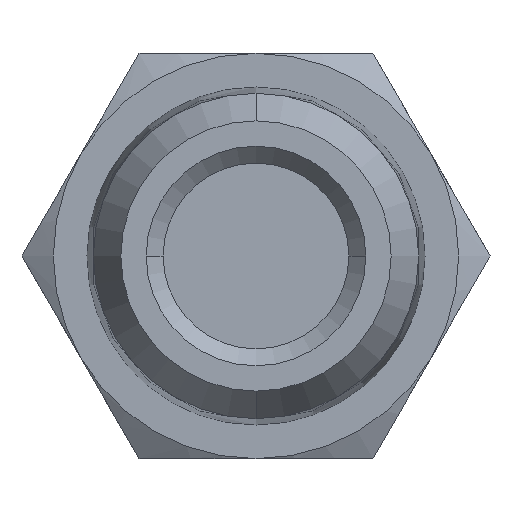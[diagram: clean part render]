
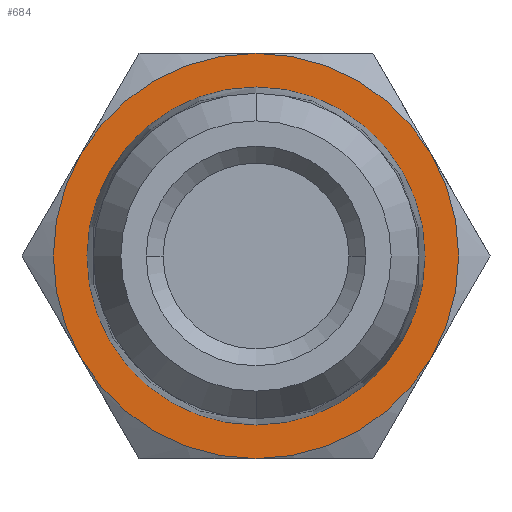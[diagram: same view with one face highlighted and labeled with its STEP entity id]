
A CAD part, front view. The second image highlights one B-rep face of the part: STEP entity #684.
In plain terms, the highlighted planar face has unit normal (0, -1, 0).
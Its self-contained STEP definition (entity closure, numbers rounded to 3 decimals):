
#223 = CARTESIAN_POINT ( 'NONE',  ( 0., 7.5, 0. ) ) ;
#224 = DIRECTION ( 'NONE',  ( 0., -1., 0. ) ) ;
#225 = DIRECTION ( 'NONE',  ( 0., 0., -1. ) ) ;
#226 = CARTESIAN_POINT ( 'NONE',  ( 0., 7.5, 0. ) ) ;
#227 = DIRECTION ( 'NONE',  ( 0., -1., 0. ) ) ;
#228 = DIRECTION ( 'NONE',  ( 0., 0., -1. ) ) ;
#229 = CARTESIAN_POINT ( 'NONE',  ( 0., 7.5, 0. ) ) ;
#230 = DIRECTION ( 'NONE',  ( 0., -1., 0. ) ) ;
#231 = DIRECTION ( 'NONE',  ( 0., 0., -1. ) ) ;
#232 = CARTESIAN_POINT ( 'NONE',  ( 0., 7.5, 0. ) ) ;
#233 = DIRECTION ( 'NONE',  ( 0., -1., 0. ) ) ;
#234 = DIRECTION ( 'NONE',  ( 0., 0., -1. ) ) ;
#235 = CARTESIAN_POINT ( 'NONE',  ( 0., 7.5, 0. ) ) ;
#236 = DIRECTION ( 'NONE',  ( 0., -1., 0. ) ) ;
#237 = DIRECTION ( 'NONE',  ( 0., 0., -1. ) ) ;
#238 = CARTESIAN_POINT ( 'NONE',  ( 0., 7.5, 0. ) ) ;
#239 = DIRECTION ( 'NONE',  ( 0., -1., 0. ) ) ;
#240 = DIRECTION ( 'NONE',  ( 0., 0., -1. ) ) ;
#241 = CARTESIAN_POINT ( 'NONE',  ( 0., 7.5, 0. ) ) ;
#242 = DIRECTION ( 'NONE',  ( 0., -1., 0. ) ) ;
#243 = DIRECTION ( 'NONE',  ( 0., 0., -1. ) ) ;
#291 = CARTESIAN_POINT ( 'NONE',  ( 0., 7.5, 0. ) ) ;
#292 = DIRECTION ( 'NONE',  ( 0., -1., 0. ) ) ;
#293 = DIRECTION ( 'NONE',  ( 0., 0., -1. ) ) ;
#549 = EDGE_CURVE ( 'NONE', #1121, #1122, #2095, .T. ) ;
#566 = EDGE_CURVE ( 'NONE', #1122, #1121, #2117, .T. ) ;
#567 = EDGE_CURVE ( 'NONE', #1143, #1153, #2118, .T. ) ;
#568 = EDGE_CURVE ( 'NONE', #1148, #1143, #2109, .T. ) ;
#569 = EDGE_CURVE ( 'NONE', #1150, #1148, #2120, .T. ) ;
#570 = EDGE_CURVE ( 'NONE', #1152, #1150, #2121, .T. ) ;
#571 = EDGE_CURVE ( 'NONE', #1154, #1152, #2122, .T. ) ;
#572 = EDGE_CURVE ( 'NONE', #1153, #1154, #2123, .T. ) ;
#684 = ADVANCED_FACE ( 'NONE', ( #1398, #1374 ), #1325, .T. ) ;
#803 = CARTESIAN_POINT ( 'NONE',  ( 0., 7.5, -5.005 ) ) ;
#804 = CARTESIAN_POINT ( 'NONE',  ( 0., 7.5, 5.005 ) ) ;
#825 = CARTESIAN_POINT ( 'NONE',  ( -5.196, 7.5, 3. ) ) ;
#830 = CARTESIAN_POINT ( 'NONE',  ( 0., 7.5, 6. ) ) ;
#832 = CARTESIAN_POINT ( 'NONE',  ( 5.196, 7.5, 3. ) ) ;
#834 = CARTESIAN_POINT ( 'NONE',  ( 5.196, 7.5, -3. ) ) ;
#835 = CARTESIAN_POINT ( 'NONE',  ( -5.196, 7.5, -3. ) ) ;
#836 = CARTESIAN_POINT ( 'NONE',  ( 0., 7.5, -6. ) ) ;
#1017 = ORIENTED_EDGE ( 'NONE', *, *, #571, .T. ) ;
#1018 = ORIENTED_EDGE ( 'NONE', *, *, #570, .T. ) ;
#1019 = ORIENTED_EDGE ( 'NONE', *, *, #569, .T. ) ;
#1020 = ORIENTED_EDGE ( 'NONE', *, *, #568, .T. ) ;
#1021 = ORIENTED_EDGE ( 'NONE', *, *, #567, .T. ) ;
#1022 = ORIENTED_EDGE ( 'NONE', *, *, #572, .T. ) ;
#1023 = ORIENTED_EDGE ( 'NONE', *, *, #566, .F. ) ;
#1024 = ORIENTED_EDGE ( 'NONE', *, *, #549, .F. ) ;
#1105 = EDGE_LOOP ( 'NONE', ( #1017, #1018, #1019, #1020, #1021, #1022 ) ) ;
#1106 = EDGE_LOOP ( 'NONE', ( #1023, #1024 ) ) ;
#1121 = VERTEX_POINT ( 'NONE', #803 ) ;
#1122 = VERTEX_POINT ( 'NONE', #804 ) ;
#1143 = VERTEX_POINT ( 'NONE', #825 ) ;
#1148 = VERTEX_POINT ( 'NONE', #830 ) ;
#1150 = VERTEX_POINT ( 'NONE', #832 ) ;
#1152 = VERTEX_POINT ( 'NONE', #834 ) ;
#1153 = VERTEX_POINT ( 'NONE', #835 ) ;
#1154 = VERTEX_POINT ( 'NONE', #836 ) ;
#1322 = DIRECTION ( 'NONE',  ( 0., -1., 0. ) ) ;
#1323 = CARTESIAN_POINT ( 'NONE',  ( 5.005, 7.5, 0. ) ) ;
#1325 = PLANE ( 'NONE',  #1556 ) ;
#1327 = DIRECTION ( 'NONE',  ( 0., 0., -1. ) ) ;
#1374 = FACE_BOUND ( 'NONE', #1106, .T. ) ;
#1398 = FACE_OUTER_BOUND ( 'NONE', #1105, .T. ) ;
#1462 = AXIS2_PLACEMENT_3D ( 'NONE', #291, #292, #293 ) ;
#1470 = AXIS2_PLACEMENT_3D ( 'NONE', #223, #224, #225 ) ;
#1471 = AXIS2_PLACEMENT_3D ( 'NONE', #226, #227, #228 ) ;
#1472 = AXIS2_PLACEMENT_3D ( 'NONE', #229, #230, #231 ) ;
#1473 = AXIS2_PLACEMENT_3D ( 'NONE', #232, #233, #234 ) ;
#1474 = AXIS2_PLACEMENT_3D ( 'NONE', #235, #236, #237 ) ;
#1475 = AXIS2_PLACEMENT_3D ( 'NONE', #238, #239, #240 ) ;
#1476 = AXIS2_PLACEMENT_3D ( 'NONE', #241, #242, #243 ) ;
#1556 = AXIS2_PLACEMENT_3D ( 'NONE', #1323, #1322, #1327 ) ;
#2095 = CIRCLE ( 'NONE', #1462, 5.005 ) ;
#2109 = CIRCLE ( 'NONE', #1472, 6. ) ;
#2117 = CIRCLE ( 'NONE', #1470, 5.005 ) ;
#2118 = CIRCLE ( 'NONE', #1471, 6. ) ;
#2120 = CIRCLE ( 'NONE', #1473, 6. ) ;
#2121 = CIRCLE ( 'NONE', #1474, 6. ) ;
#2122 = CIRCLE ( 'NONE', #1475, 6. ) ;
#2123 = CIRCLE ( 'NONE', #1476, 6. ) ;
